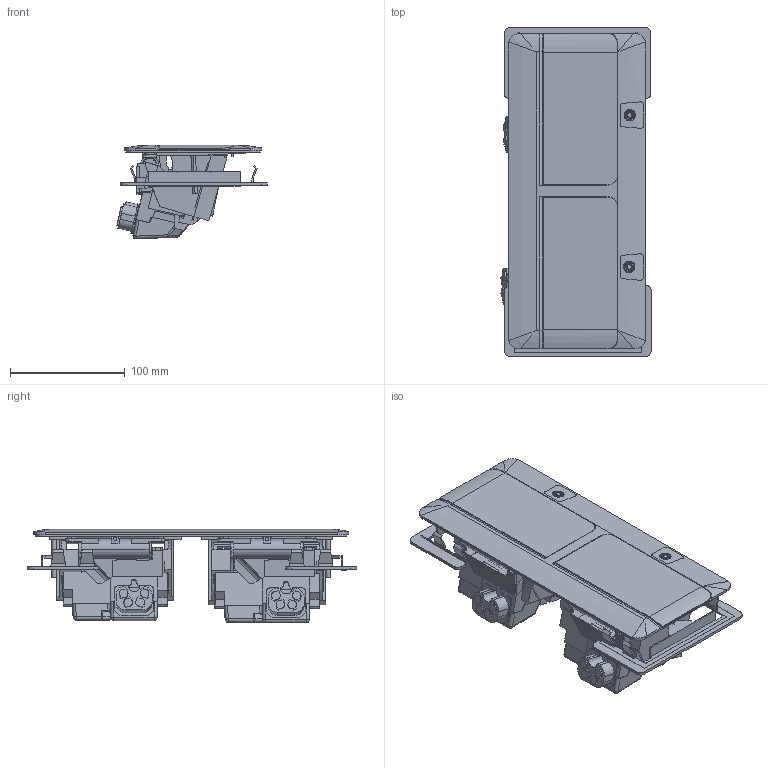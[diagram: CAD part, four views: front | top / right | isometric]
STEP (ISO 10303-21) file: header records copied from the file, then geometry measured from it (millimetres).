
FILE_DESCRIPTION(('CATIA V5 STEP Exchange','CAx-IF Rec.Pracs.--- Model Styling and Organization---1.4--- 2014-01-23'),'2;1');
FILE_NAME('LG-654003-654004-654005_.stp','2020-01-03T10:15:01+00:00',('none'),('none'),'CATIA Version 5-6 Release 2017 SP3','CATIA V5 STEP AP214','none');
FILE_SCHEMA(('AUTOMOTIVE_DESIGN { 1 0 10303 214 1 1 1 1 }'));
Products named in the file (1): 654003
Bounding box: 131.26 x 287.5 x 81.78 mm (x, y, z)
Volume: 579569.5 mm3; surface area: 306003.5 mm2
Topology: 29 solids, 29 shells, 1732 faces, 4838 edges, 3179 vertices
Faces by surface type: plane 1392, cylinder 286, extrusion 27, sphere 18, bspline 6, cone 2, torus 1
Entity records: 54929 total; most frequent: CARTESIAN_POINT 12688, ORIENTED_EDGE 9634, DIRECTION 7111, EDGE_CURVE 4817, VECTOR 4079, LINE 4052, VERTEX_POINT 3179, EDGE_LOOP 1806
